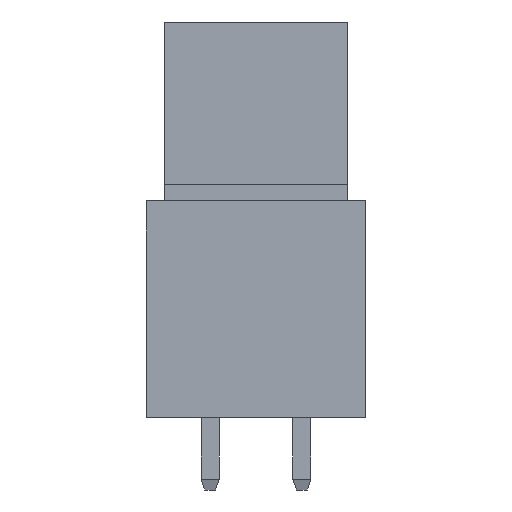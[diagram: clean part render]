
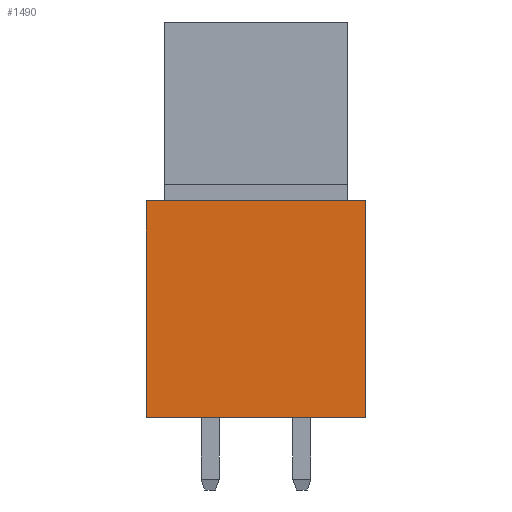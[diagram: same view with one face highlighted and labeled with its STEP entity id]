
A CAD part, front view. The second image highlights one B-rep face of the part: STEP entity #1490.
In plain terms, the highlighted planar face has unit normal (0, -1, 0).
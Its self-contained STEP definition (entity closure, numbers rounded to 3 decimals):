
#457 = VERTEX_POINT('',#458);
#458 = CARTESIAN_POINT('',(-3.54,-3.8,12.));
#466 = EDGE_CURVE('',#457,#467,#469,.T.);
#467 = VERTEX_POINT('',#468);
#468 = CARTESIAN_POINT('',(8.62,-3.8,12.));
#469 = LINE('',#470,#471);
#470 = CARTESIAN_POINT('',(-3.54,-3.8,12.));
#471 = VECTOR('',#472,1.);
#472 = DIRECTION('',(1.,0.,0.));
#1079 = VERTEX_POINT('',#1080);
#1080 = CARTESIAN_POINT('',(-3.54,-3.8,0.));
#1086 = EDGE_CURVE('',#1079,#457,#1087,.T.);
#1087 = LINE('',#1088,#1089);
#1088 = CARTESIAN_POINT('',(-3.54,-3.8,0.));
#1089 = VECTOR('',#1090,1.);
#1090 = DIRECTION('',(0.,0.,1.));
#1449 = VERTEX_POINT('',#1450);
#1450 = CARTESIAN_POINT('',(8.62,-3.8,0.));
#1456 = EDGE_CURVE('',#1449,#467,#1457,.T.);
#1457 = LINE('',#1458,#1459);
#1458 = CARTESIAN_POINT('',(8.62,-3.8,0.));
#1459 = VECTOR('',#1460,1.);
#1460 = DIRECTION('',(0.,0.,1.));
#1490 = ADVANCED_FACE('',(#1491),#1502,.T.);
#1491 = FACE_BOUND('',#1492,.T.);
#1492 = EDGE_LOOP('',(#1493,#1499,#1500,#1501));
#1493 = ORIENTED_EDGE('',*,*,#1494,.T.);
#1494 = EDGE_CURVE('',#1079,#1449,#1495,.T.);
#1495 = LINE('',#1496,#1497);
#1496 = CARTESIAN_POINT('',(-3.54,-3.8,0.));
#1497 = VECTOR('',#1498,1.);
#1498 = DIRECTION('',(1.,0.,0.));
#1499 = ORIENTED_EDGE('',*,*,#1456,.T.);
#1500 = ORIENTED_EDGE('',*,*,#466,.F.);
#1501 = ORIENTED_EDGE('',*,*,#1086,.F.);
#1502 = PLANE('',#1503);
#1503 = AXIS2_PLACEMENT_3D('',#1504,#1505,#1506);
#1504 = CARTESIAN_POINT('',(-3.54,-3.8,0.));
#1505 = DIRECTION('',(0.,-1.,0.));
#1506 = DIRECTION('',(0.,0.,1.));
